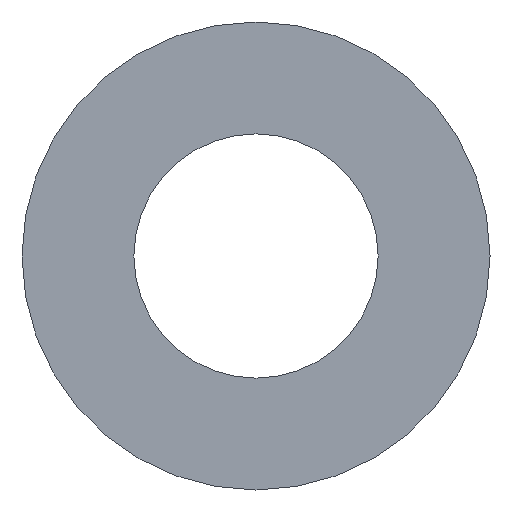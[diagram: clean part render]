
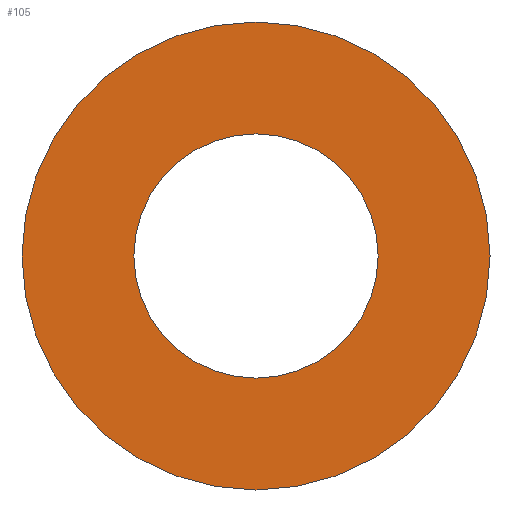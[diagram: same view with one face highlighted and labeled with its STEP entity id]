
A CAD part, front view. The second image highlights one B-rep face of the part: STEP entity #105.
In plain terms, the highlighted planar face has unit normal (0, -1, 0).
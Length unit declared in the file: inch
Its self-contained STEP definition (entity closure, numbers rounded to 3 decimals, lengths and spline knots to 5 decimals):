
#14=FACE_BOUND('',#27,.T.);
#16=PLANE('',#137);
#21=FACE_OUTER_BOUND('',#26,.T.);
#26=EDGE_LOOP('',(#81,#82));
#27=EDGE_LOOP('',(#83,#84));
#35=CIRCLE('',#129,0.16);
#36=CIRCLE('',#130,0.16);
#42=CIRCLE('',#138,0.0835);
#43=CIRCLE('',#139,0.0835);
#46=VERTEX_POINT('',#182);
#47=VERTEX_POINT('',#183);
#52=VERTEX_POINT('',#198);
#53=VERTEX_POINT('',#199);
#56=EDGE_CURVE('',#46,#47,#35,.T.);
#57=EDGE_CURVE('',#47,#46,#36,.T.);
#64=EDGE_CURVE('',#52,#53,#42,.T.);
#65=EDGE_CURVE('',#53,#52,#43,.T.);
#81=ORIENTED_EDGE('',*,*,#56,.T.);
#82=ORIENTED_EDGE('',*,*,#57,.T.);
#83=ORIENTED_EDGE('',*,*,#64,.F.);
#84=ORIENTED_EDGE('',*,*,#65,.F.);
#105=ADVANCED_FACE('',(#21,#14),#16,.T.);
#129=AXIS2_PLACEMENT_3D('',#184,#148,#149);
#130=AXIS2_PLACEMENT_3D('',#185,#150,#151);
#137=AXIS2_PLACEMENT_3D('',#197,#165,#166);
#138=AXIS2_PLACEMENT_3D('',#200,#167,#168);
#139=AXIS2_PLACEMENT_3D('',#201,#169,#170);
#148=DIRECTION('center_axis',(0.,-1.,0.));
#149=DIRECTION('ref_axis',(0.,0.,-1.));
#150=DIRECTION('center_axis',(0.,-1.,0.));
#151=DIRECTION('ref_axis',(0.,0.,-1.));
#165=DIRECTION('center_axis',(0.,-1.,0.));
#166=DIRECTION('ref_axis',(0.,0.,-1.));
#167=DIRECTION('center_axis',(0.,-1.,0.));
#168=DIRECTION('ref_axis',(0.,0.,-1.));
#169=DIRECTION('center_axis',(0.,-1.,0.));
#170=DIRECTION('ref_axis',(0.,0.,-1.));
#182=CARTESIAN_POINT('',(0.,-0.0935,0.16));
#183=CARTESIAN_POINT('',(0.,-0.0935,-0.16));
#184=CARTESIAN_POINT('Origin',(0.,-0.0935,0.));
#185=CARTESIAN_POINT('Origin',(0.,-0.0935,0.));
#197=CARTESIAN_POINT('Origin',(0.,-0.0935,0.));
#198=CARTESIAN_POINT('',(0.,-0.0935,0.0835));
#199=CARTESIAN_POINT('',(0.,-0.0935,-0.0835));
#200=CARTESIAN_POINT('Origin',(0.,-0.0935,0.));
#201=CARTESIAN_POINT('Origin',(0.,-0.0935,0.));
